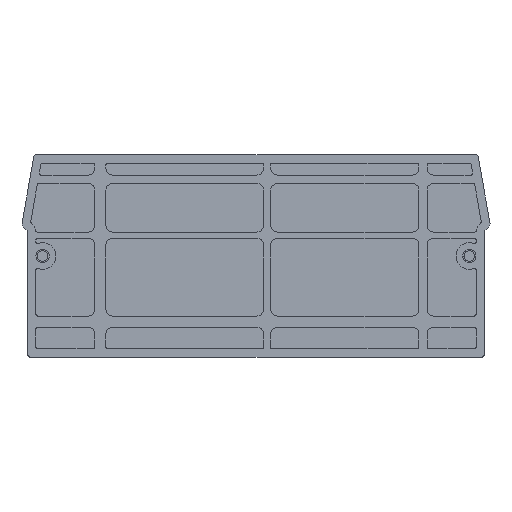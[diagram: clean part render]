
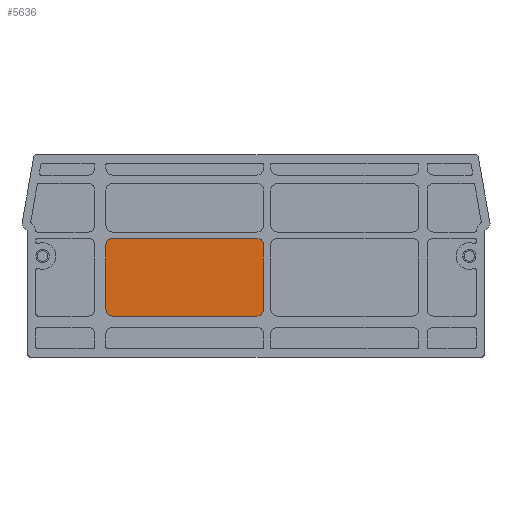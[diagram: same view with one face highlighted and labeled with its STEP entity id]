
A CAD part, left-side view. The second image highlights one B-rep face of the part: STEP entity #5636.
In plain terms, the highlighted planar face has unit normal (-1, 0, 0).
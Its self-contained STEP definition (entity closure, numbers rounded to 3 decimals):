
#159=CIRCLE('',#5967,1.);
#164=CIRCLE('',#5981,1.);
#167=CIRCLE('',#6004,1.);
#169=CIRCLE('',#6010,1.);
#711=FACE_OUTER_BOUND('',#1043,.T.);
#1043=EDGE_LOOP('',(#5061,#5062,#5063,#5064,#5065,#5066,#5067,#5068));
#1546=LINE('',#9483,#2103);
#1561=LINE('',#9522,#2118);
#1584=LINE('',#9575,#2141);
#1590=LINE('',#9591,#2147);
#2103=VECTOR('',#7172,21.725);
#2118=VECTOR('',#7215,9.717);
#2141=VECTOR('',#7284,21.725);
#2147=VECTOR('',#7302,9.717);
#2689=VERTEX_POINT('',#9475);
#2690=VERTEX_POINT('',#9476);
#2691=VERTEX_POINT('',#9481);
#2700=VERTEX_POINT('',#9516);
#2701=VERTEX_POINT('',#9520);
#2707=VERTEX_POINT('',#9569);
#2708=VERTEX_POINT('',#9573);
#2712=VERTEX_POINT('',#9587);
#3433=EDGE_CURVE('',#2689,#2690,#159,.T.);
#3437=EDGE_CURVE('',#2690,#2691,#1546,.T.);
#3454=EDGE_CURVE('',#2691,#2700,#164,.T.);
#3457=EDGE_CURVE('',#2700,#2701,#1561,.T.);
#3480=EDGE_CURVE('',#2701,#2707,#167,.T.);
#3483=EDGE_CURVE('',#2707,#2708,#1584,.T.);
#3489=EDGE_CURVE('',#2708,#2712,#169,.T.);
#3491=EDGE_CURVE('',#2712,#2689,#1590,.T.);
#5061=ORIENTED_EDGE('',*,*,#3433,.T.);
#5062=ORIENTED_EDGE('',*,*,#3437,.T.);
#5063=ORIENTED_EDGE('',*,*,#3454,.T.);
#5064=ORIENTED_EDGE('',*,*,#3457,.T.);
#5065=ORIENTED_EDGE('',*,*,#3480,.T.);
#5066=ORIENTED_EDGE('',*,*,#3483,.T.);
#5067=ORIENTED_EDGE('',*,*,#3489,.T.);
#5068=ORIENTED_EDGE('',*,*,#3491,.T.);
#5344=PLANE('',#6060);
#5636=ADVANCED_FACE('',(#711),#5344,.F.);
#5967=AXIS2_PLACEMENT_3D('',#9477,#7165,#7166);
#5981=AXIS2_PLACEMENT_3D('',#9517,#7209,#7210);
#6004=AXIS2_PLACEMENT_3D('',#9570,#7278,#7279);
#6010=AXIS2_PLACEMENT_3D('',#9588,#7297,#7298);
#6060=AXIS2_PLACEMENT_3D('',#9672,#7423,#7424);
#7165=DIRECTION('center_axis',(-1.,0.,0.));
#7166=DIRECTION('ref_axis',(0.,0.707,-0.707));
#7172=DIRECTION('',(0.,-1.,0.));
#7209=DIRECTION('center_axis',(-1.,0.,0.));
#7210=DIRECTION('ref_axis',(0.,-0.707,-0.707));
#7215=DIRECTION('',(0.,0.,1.));
#7278=DIRECTION('center_axis',(-1.,0.,0.));
#7279=DIRECTION('ref_axis',(0.,-0.707,0.707));
#7284=DIRECTION('',(0.,1.,0.));
#7297=DIRECTION('center_axis',(-1.,0.,0.));
#7298=DIRECTION('ref_axis',(0.,0.707,0.707));
#7302=DIRECTION('',(0.,0.,-1.));
#7423=DIRECTION('center_axis',(1.,0.,0.));
#7424=DIRECTION('ref_axis',(0.,0.,-1.));
#9475=CARTESIAN_POINT('',(0.25,57.004,7.206));
#9476=CARTESIAN_POINT('',(0.25,56.004,6.206));
#9477=CARTESIAN_POINT('Origin',(0.25,56.004,7.206));
#9481=CARTESIAN_POINT('',(0.25,34.279,6.206));
#9483=CARTESIAN_POINT('',(0.25,17.825,6.206));
#9516=CARTESIAN_POINT('',(0.25,33.279,7.206));
#9517=CARTESIAN_POINT('Origin',(0.25,34.279,7.206));
#9520=CARTESIAN_POINT('',(0.25,33.279,16.922));
#9522=CARTESIAN_POINT('',(0.25,33.279,22.199));
#9569=CARTESIAN_POINT('',(0.25,34.279,17.922));
#9570=CARTESIAN_POINT('Origin',(0.25,34.279,16.922));
#9573=CARTESIAN_POINT('',(0.25,56.004,17.922));
#9575=CARTESIAN_POINT('',(0.25,51.131,17.922));
#9587=CARTESIAN_POINT('',(0.25,57.004,16.922));
#9588=CARTESIAN_POINT('Origin',(0.25,56.004,16.922));
#9591=CARTESIAN_POINT('',(0.25,57.004,8.199));
#9672=CARTESIAN_POINT('Origin',(0.25,34.4,15.148));
